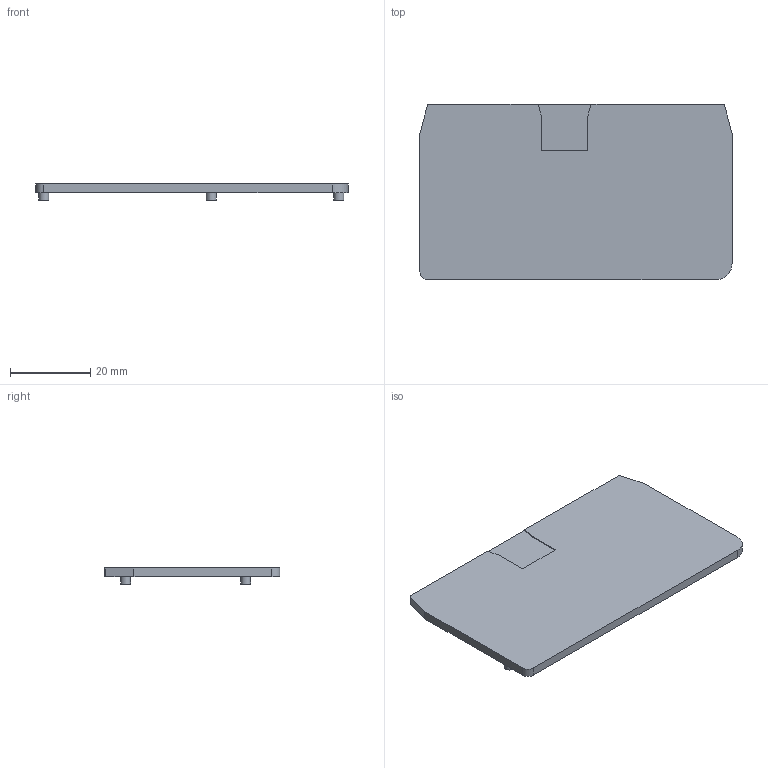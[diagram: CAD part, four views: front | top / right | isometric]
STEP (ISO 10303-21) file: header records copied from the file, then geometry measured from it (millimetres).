
FILE_DESCRIPTION( ( 'Unknown' ), '1' );
FILE_NAME( 'DD-PTN16-D 簡易3D-20230207.stp', 'Unknown', ( 'Unknown' ), ( 'Unknown' ), 'XStep 1.0', 'Unknown', ' ' );
FILE_SCHEMA( ( 'automotive_design' ) );
Length unit declared in the file: millimetre
Products named in the file (1): D-ST16
Bounding box: 77.61 x 43.6 x 4 mm (x, y, z)
Volume: 7314.8 mm3; surface area: 7358.2 mm2
Topology: 1 solids, 1 shells, 38 faces, 93 edges, 60 vertices
Faces by surface type: plane 29, cylinder 9
Full cylindrical faces by diameter (mm): 2.46 x3
Entity records: 1412 total; most frequent: CARTESIAN_POINT 189, DIRECTION 186, ORIENTED_EDGE 180, EDGE_CURVE 90, LINE 72, VECTOR 72, VERTEX_POINT 60, AXIS2_PLACEMENT_3D 57
